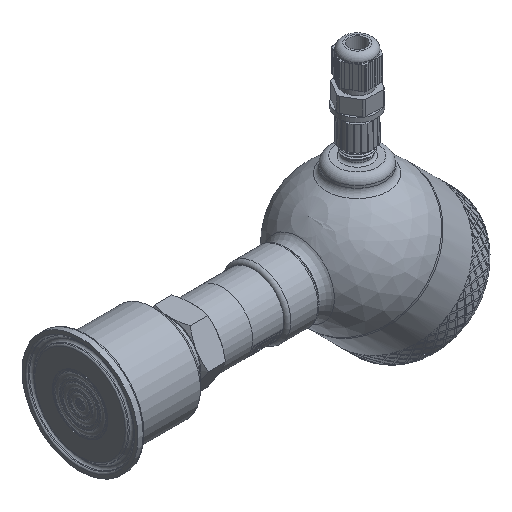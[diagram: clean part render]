
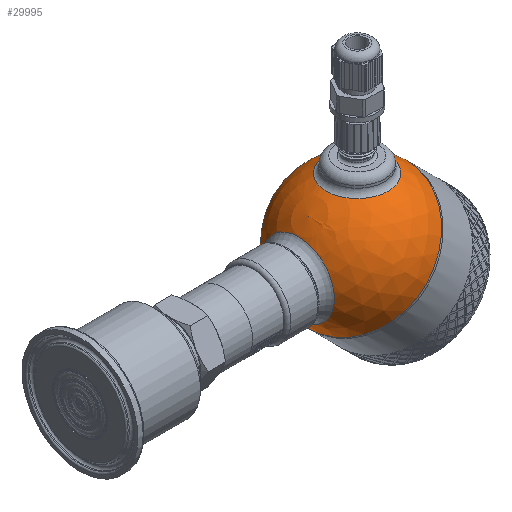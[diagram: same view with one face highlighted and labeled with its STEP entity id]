
A CAD part, isometric view. The second image highlights one B-rep face of the part: STEP entity #29995.
In plain terms, the highlighted spherical face has radius 30 mm.
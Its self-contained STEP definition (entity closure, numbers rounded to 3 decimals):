
#43=SPHERICAL_SURFACE('',#31369,30.);
#359=FACE_BOUND('',#5486,.T.);
#360=FACE_BOUND('',#5487,.T.);
#3424=FACE_OUTER_BOUND('',#5485,.T.);
#5485=EDGE_LOOP('',(#26716,#26717,#26718,#26719));
#5486=EDGE_LOOP('',(#26720));
#5487=EDGE_LOOP('',(#26721));
#6183=CIRCLE('',#31366,15.643);
#6186=CIRCLE('',#31370,30.);
#6187=CIRCLE('',#31371,30.);
#6188=CIRCLE('',#31372,30.);
#6189=CIRCLE('',#31373,13.5);
#13973=VERTEX_POINT('',#75023);
#13975=VERTEX_POINT('',#75029);
#13976=VERTEX_POINT('',#75030);
#13977=VERTEX_POINT('',#75032);
#13978=VERTEX_POINT('',#75035);
#18294=EDGE_CURVE('',#13973,#13973,#6183,.T.);
#18297=EDGE_CURVE('',#13975,#13976,#6186,.T.);
#18298=EDGE_CURVE('',#13975,#13977,#6187,.T.);
#18299=EDGE_CURVE('',#13976,#13975,#6188,.T.);
#18300=EDGE_CURVE('',#13978,#13978,#6189,.T.);
#26716=ORIENTED_EDGE('',*,*,#18297,.F.);
#26717=ORIENTED_EDGE('',*,*,#18298,.T.);
#26718=ORIENTED_EDGE('',*,*,#18298,.F.);
#26719=ORIENTED_EDGE('',*,*,#18299,.F.);
#26720=ORIENTED_EDGE('',*,*,#18294,.F.);
#26721=ORIENTED_EDGE('',*,*,#18300,.F.);
#29995=ADVANCED_FACE('',(#3424,#359,#360),#43,.T.);
#31366=AXIS2_PLACEMENT_3D('',#75024,#34638,#34639);
#31369=AXIS2_PLACEMENT_3D('',#75028,#34644,#34645);
#31370=AXIS2_PLACEMENT_3D('',#75031,#34646,#34647);
#31371=AXIS2_PLACEMENT_3D('',#75033,#34648,#34649);
#31372=AXIS2_PLACEMENT_3D('',#75034,#34650,#34651);
#31373=AXIS2_PLACEMENT_3D('',#75036,#34652,#34653);
#34638=DIRECTION('center_axis',(-0.707,0.,0.707));
#34639=DIRECTION('ref_axis',(0.707,0.,0.707));
#34644=DIRECTION('center_axis',(1.,0.,0.));
#34645=DIRECTION('ref_axis',(0.,-1.,0.));
#34646=DIRECTION('center_axis',(1.,0.,0.));
#34647=DIRECTION('ref_axis',(0.,1.,0.));
#34648=DIRECTION('center_axis',(0.,0.,1.));
#34649=DIRECTION('ref_axis',(0.,1.,0.));
#34650=DIRECTION('center_axis',(1.,0.,0.));
#34651=DIRECTION('ref_axis',(0.,1.,0.));
#34652=DIRECTION('center_axis',(-0.707,0.,-0.707));
#34653=DIRECTION('ref_axis',(-0.707,0.,0.707));
#75023=CARTESIAN_POINT('',(-29.162,0.,7.04));
#75024=CARTESIAN_POINT('Origin',(-18.101,0.,18.101));
#75028=CARTESIAN_POINT('Origin',(0.,0.,0.));
#75029=CARTESIAN_POINT('',(0.,30.,0.));
#75030=CARTESIAN_POINT('',(0.,-30.,0.));
#75031=CARTESIAN_POINT('Origin',(0.,0.,0.));
#75032=CARTESIAN_POINT('',(-30.,0.,0.));
#75033=CARTESIAN_POINT('Origin',(0.,0.,0.));
#75034=CARTESIAN_POINT('Origin',(0.,0.,0.));
#75035=CARTESIAN_POINT('',(-9.398,0.,-28.49));
#75036=CARTESIAN_POINT('Origin',(-18.944,0.,-18.944));
